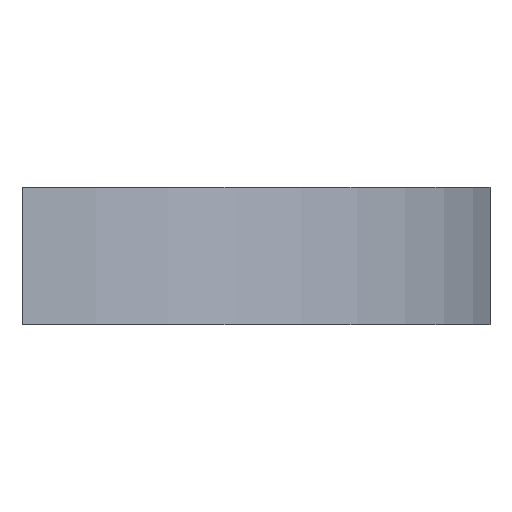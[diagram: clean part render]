
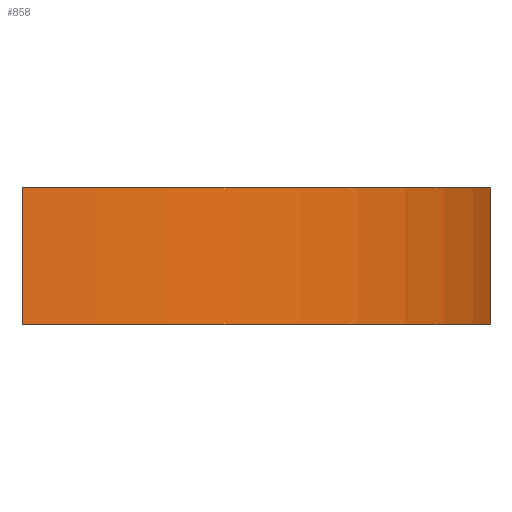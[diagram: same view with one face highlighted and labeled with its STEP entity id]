
A CAD part, front view. The second image highlights one B-rep face of the part: STEP entity #858.
In plain terms, the highlighted cylindrical face has radius 34.925 mm (diameter 69.85 mm), a partial arc.
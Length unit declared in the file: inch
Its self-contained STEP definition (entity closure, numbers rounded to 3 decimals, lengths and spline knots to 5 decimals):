
#72=CYLINDRICAL_SURFACE('',#934,1.375);
#78=CIRCLE('',#865,1.375);
#100=CIRCLE('',#932,1.375);
#154=FACE_OUTER_BOUND('',#212,.T.);
#212=EDGE_LOOP('',(#781,#782,#783,#784));
#254=LINE('',#1254,#326);
#262=LINE('',#1270,#334);
#326=VECTOR('',#1010,0.4);
#334=VECTOR('',#1030,0.4);
#371=VERTEX_POINT('',#1189);
#372=VERTEX_POINT('',#1191);
#395=VERTEX_POINT('',#1253);
#397=VERTEX_POINT('',#1268);
#440=EDGE_CURVE('',#371,#372,#78,.T.);
#472=EDGE_CURVE('',#372,#395,#254,.T.);
#480=EDGE_CURVE('',#371,#397,#262,.T.);
#544=EDGE_CURVE('',#395,#397,#100,.T.);
#781=ORIENTED_EDGE('',*,*,#480,.T.);
#782=ORIENTED_EDGE('',*,*,#544,.F.);
#783=ORIENTED_EDGE('',*,*,#472,.F.);
#784=ORIENTED_EDGE('',*,*,#440,.F.);
#858=ADVANCED_FACE('',(#154),#72,.T.);
#865=AXIS2_PLACEMENT_3D('',#1192,#959,#960);
#932=AXIS2_PLACEMENT_3D('',#2307,#1151,#1152);
#934=AXIS2_PLACEMENT_3D('',#2309,#1155,#1156);
#959=DIRECTION('center_axis',(0.,0.,-1.));
#960=DIRECTION('ref_axis',(0.,1.,0.));
#1010=DIRECTION('',(0.,0.,1.));
#1030=DIRECTION('',(0.,0.,1.));
#1151=DIRECTION('center_axis',(0.,0.,1.));
#1152=DIRECTION('ref_axis',(0.,1.,0.));
#1155=DIRECTION('center_axis',(0.,0.,1.));
#1156=DIRECTION('ref_axis',(0.,1.,0.));
#1189=CARTESIAN_POINT('',(1.35809,-0.215,0.));
#1191=CARTESIAN_POINT('',(0.,-1.375,0.));
#1192=CARTESIAN_POINT('Origin',(0.,0.,0.));
#1253=CARTESIAN_POINT('',(0.,-1.375,0.4));
#1254=CARTESIAN_POINT('',(0.,-1.375,0.));
#1268=CARTESIAN_POINT('',(1.35809,-0.215,0.4));
#1270=CARTESIAN_POINT('',(1.35809,-0.215,0.));
#2307=CARTESIAN_POINT('Origin',(0.,0.,0.4));
#2309=CARTESIAN_POINT('Origin',(0.,0.,0.));
